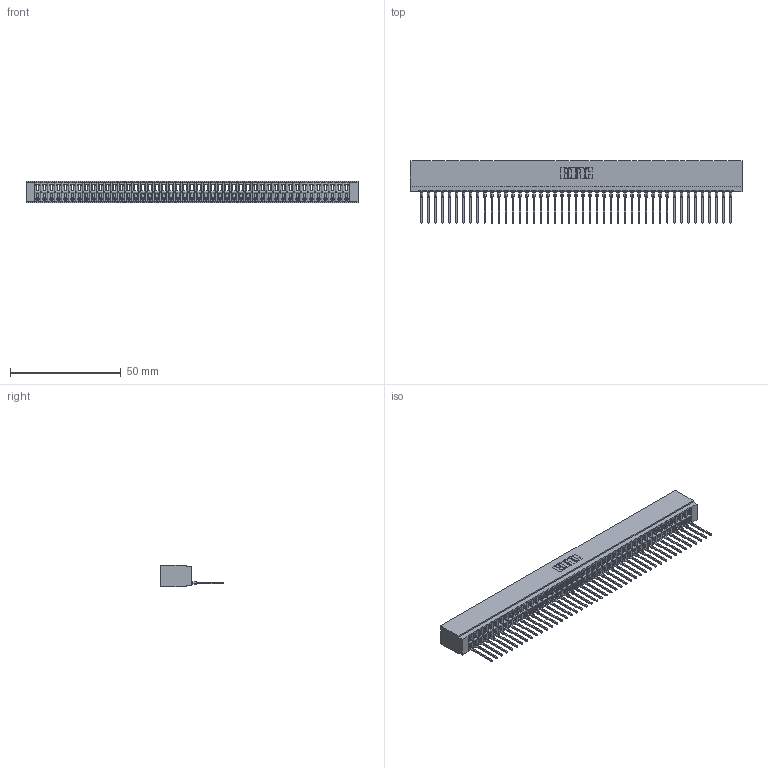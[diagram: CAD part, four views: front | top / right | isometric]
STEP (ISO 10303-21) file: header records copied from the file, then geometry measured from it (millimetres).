
FILE_DESCRIPTION (( 'STEP AP203' ), '1' );
FILE_NAME ('726-045-545-101.STEP', '2020-05-28T07:32:55', ( '' ), ( '' ), 'SwSTEP 2.0', 'SolidWorks 2020', '' );
FILE_SCHEMA (( 'CONFIG_CONTROL_DESIGN' ));
Length unit declared in the file: inch
Products named in the file (3): 746-292-001_545; 726 Part_.515 Slot Depth - 01; 726-045-545-101
Assembly tree (46 placements, depth 2):
  726-045-545-101
    726 Part_.515 Slot Depth - 01
    746-292-001_545  x45
Bounding box: 150.11 x 28.18 x 9.91 mm (x, y, z)
Volume: 13510.2 mm3; surface area: 21293.1 mm2
Topology: 46 solids, 46 shells, 4957 faces, 14078 edges, 9040 vertices
Faces by surface type: plane 2890, bspline 900, cylinder 897, torus 270
Entity records: 67581 total; most frequent: CARTESIAN_POINT 13650, ORIENTED_EDGE 11876, DIRECTION 9820, EDGE_CURVE 5938, LINE 5304, VECTOR 5304, VERTEX_POINT 3936, AXIS2_PLACEMENT_3D 2258
